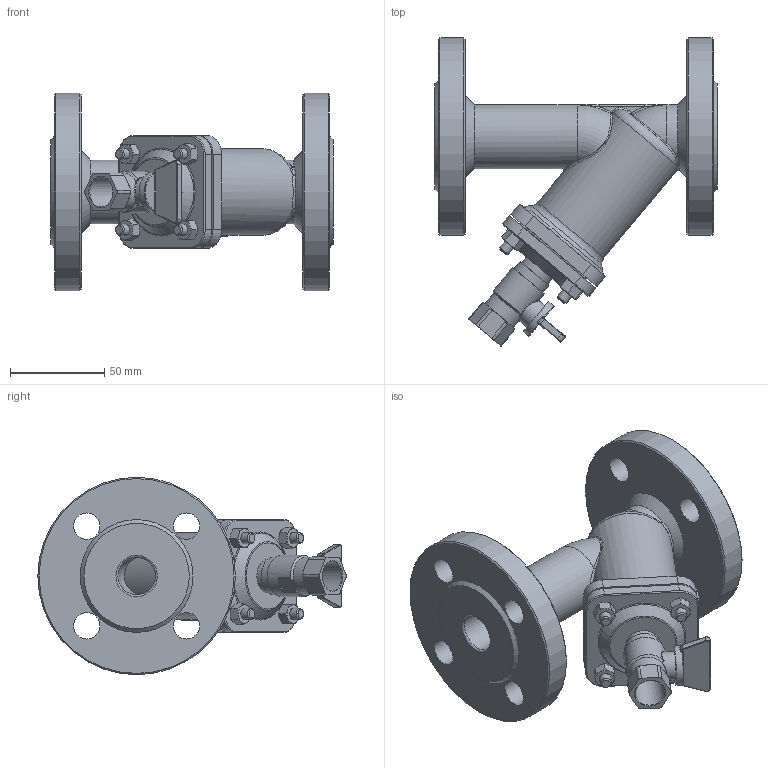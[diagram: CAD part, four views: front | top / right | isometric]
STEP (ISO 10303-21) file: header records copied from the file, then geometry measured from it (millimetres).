
FILE_DESCRIPTION(/* description */ (''),/* implementation_level */ '2;1');
FILE_NAME(/* name */ 'DN20_3D_STEP.stp',/* time_stamp */ '2024-11-30T19:50:27+03:00',/* author */ ('igorr'),/* organization */ (''),/* preprocessor_version */ 'ST-DEVELOPER v20',/* originating_system */ 'Autodesk Inventor 2025',/* authorisation */ '');
FILE_SCHEMA (('AUTOMOTIVE_DESIGN { 1 0 10303 214 3 1 1 }'));
Length unit declared in the file: millimetre
Products named in the file (4): Сборка; Деталь1; Деталь2; ANSI B18.2.4.2M - M6x1
Assembly tree (6 placements, depth 2):
  Сборка
    Деталь1
    Деталь2
    ANSI B18.2.4.2M - M6x1  x4
Bounding box: 150 x 163.91 x 105 mm (x, y, z)
Volume: 472189.6 mm3; surface area: 92049.6 mm2
Topology: 6 solids, 6 shells, 387 faces, 924 edges, 573 vertices
Faces by surface type: plane 126, cylinder 83, cone 82, bspline 65, torus 27, sphere 4
Full cylindrical faces by diameter (mm): 4.917 x4, 6 x8, 14 x8, 15 x1, 16 x1, 18 x1, 20 x4, 21 x1, 22 x1, 34 x1, 46 x2, 105 x2
Entity records: 12338 total; most frequent: CARTESIAN_POINT 4726, ORIENTED_EDGE 1548, DIRECTION 1380, EDGE_CURVE 774, AXIS2_PLACEMENT_3D 557, VERTEX_POINT 486, EDGE_LOOP 368, FACE_OUTER_BOUND 318
